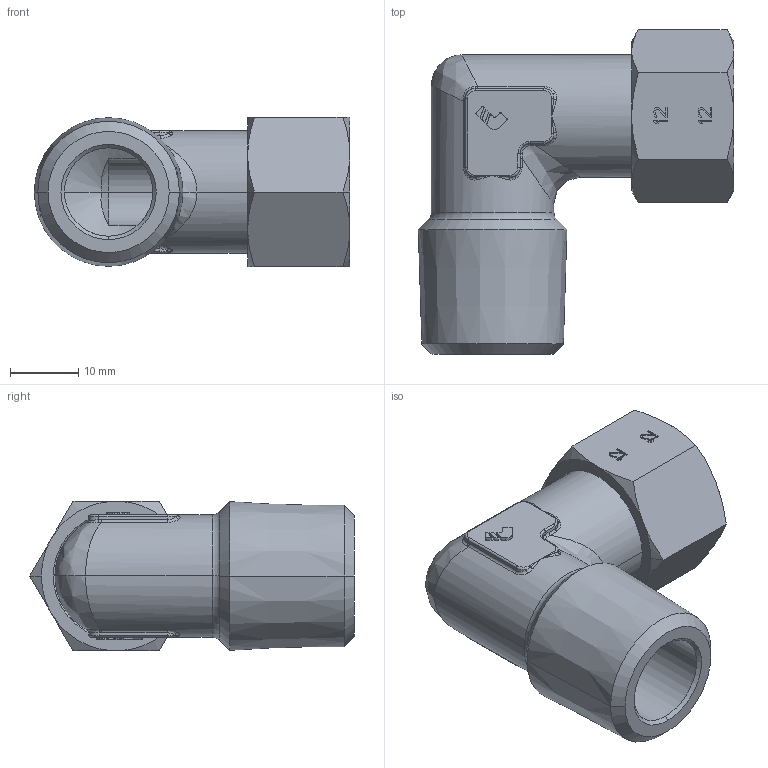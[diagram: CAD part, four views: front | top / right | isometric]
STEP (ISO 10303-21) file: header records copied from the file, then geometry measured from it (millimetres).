
FILE_DESCRIPTION(('STEP AP214'),'1');
FILE_NAME('1809_12_22.stp','2016-07-07T14:32:51',('TraceParts'),('TraceParts S.A.'),'Spatial InterOp 3D',' ',' ');
FILE_SCHEMA(('automotive_design'));
Length unit declared in the file: millimetre
Products named in the file (3): Solide1; Solide2; Solide3
Bounding box: 46.37 x 47.7 x 22 mm (x, y, z)
Volume: 14593.5 mm3; surface area: 9534.3 mm2
Topology: 3 solids, 3 shells, 499 faces, 1296 edges, 822 vertices
Faces by surface type: plane 283, cylinder 84, cone 56, bspline 46, torus 30
Entity records: 22017 total; most frequent: CARTESIAN_POINT 5912, ORIENTED_EDGE 2592, DIRECTION 2412, EDGE_CURVE 1296, LINE 878, VECTOR 878, VERTEX_POINT 822, AXIS2_PLACEMENT_3D 767
